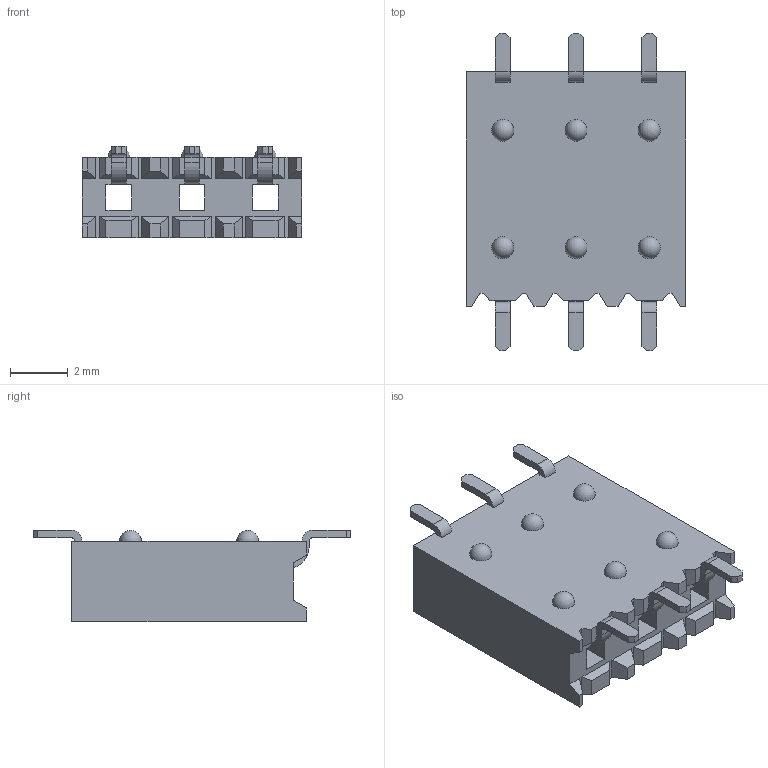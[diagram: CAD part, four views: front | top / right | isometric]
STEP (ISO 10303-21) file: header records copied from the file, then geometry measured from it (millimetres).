
FILE_DESCRIPTION(/* description */ ('STEP AP214'),/* implementation_level */ '2;1');
FILE_NAME(/* name */ 'SSM-103-L-SH-TR',/* time_stamp */ '2024-08-14T14:54:11+02:00',/* author */ ('License CC BY-ND 4.0'),/* organization */ ('CADENAS'),/* preprocessor_version */ 'ST-DEVELOPER v19.3',/* originating_system */ 'PARTsolutions',/* authorisation */ ' ');
FILE_SCHEMA (('AUTOMOTIVE_DESIGN {1 0 10303 214 3 1 1}'));
Length unit declared in the file: inch
Products named in the file (3): SSM-103-L-SH-TR; SSM-103-L-SH-TR_body; C-58-06-L3
Assembly tree (2 placements, depth 2):
  SSM-103-L-SH-TR
    SSM-103-L-SH-TR_body
    C-58-06-L3
Bounding box: 7.62 x 11 x 3.17 mm (x, y, z)
Volume: 151.8 mm3; surface area: 367 mm2
Topology: 2 solids, 2 shells, 168 faces, 492 edges, 324 vertices
Faces by surface type: plane 138, cylinder 24, sphere 6
Entity records: 5470 total; most frequent: CARTESIAN_POINT 963, ORIENTED_EDGE 948, DIRECTION 870, EDGE_CURVE 474, LINE 420, VECTOR 420, VERTEX_POINT 318, AXIS2_PLACEMENT_3D 225
